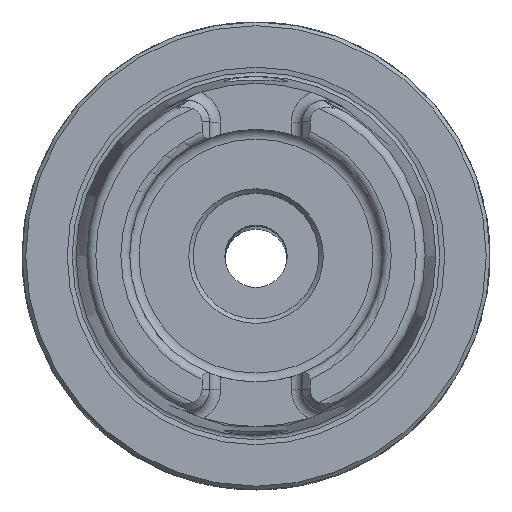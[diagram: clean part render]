
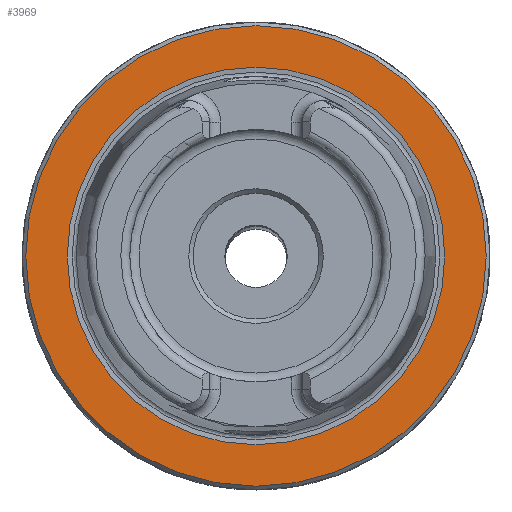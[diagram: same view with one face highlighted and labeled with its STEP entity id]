
A CAD part, top view. The second image highlights one B-rep face of the part: STEP entity #3969.
In plain terms, the highlighted planar face has unit normal (0, 0, 1).
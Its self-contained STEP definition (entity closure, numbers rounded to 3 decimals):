
#686=ORIENTED_EDGE('',*,*,#1248,.F.);
#687=ORIENTED_EDGE('',*,*,#1245,.T.);
#1245=EDGE_CURVE('',#1551,#1551,#1772,.T.);
#1248=EDGE_CURVE('',#1554,#1554,#1775,.T.);
#1551=VERTEX_POINT('',#5757);
#1554=VERTEX_POINT('',#5766);
#1772=CIRCLE('',#4219,31.);
#1775=CIRCLE('',#4225,25.418);
#1969=EDGE_LOOP('',(#686));
#1970=EDGE_LOOP('',(#687));
#2274=FACE_BOUND('',#1969,.T.);
#2275=FACE_BOUND('',#1970,.T.);
#2532=PLANE('',#4224);
#3969=ADVANCED_FACE('',(#2274,#2275),#2532,.T.);
#4219=AXIS2_PLACEMENT_3D('',#5756,#4753,#4754);
#4224=AXIS2_PLACEMENT_3D('',#5764,#4763,#4764);
#4225=AXIS2_PLACEMENT_3D('',#5765,#4765,#4766);
#4753=DIRECTION('',(0.,0.,1.));
#4754=DIRECTION('',(1.,0.,0.));
#4763=DIRECTION('',(0.,0.,1.));
#4764=DIRECTION('',(1.,0.,0.));
#4765=DIRECTION('',(0.,0.,1.));
#4766=DIRECTION('',(1.,0.,0.));
#5756=CARTESIAN_POINT('',(0.,0.,0.));
#5757=CARTESIAN_POINT('',(31.,0.,0.));
#5764=CARTESIAN_POINT('',(31.,0.,0.));
#5765=CARTESIAN_POINT('',(0.,0.,0.));
#5766=CARTESIAN_POINT('',(25.418,0.,0.));
